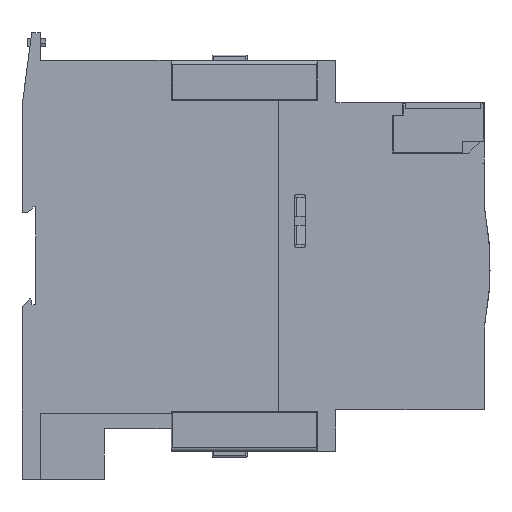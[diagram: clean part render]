
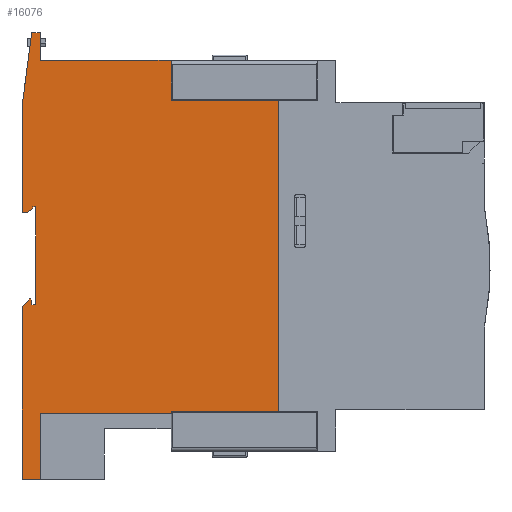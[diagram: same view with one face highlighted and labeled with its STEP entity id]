
A CAD part, left-side view. The second image highlights one B-rep face of the part: STEP entity #16076.
In plain terms, the highlighted planar face has unit normal (-1, 0, 0).
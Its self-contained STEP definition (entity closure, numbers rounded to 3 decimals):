
#8812=VERTEX_POINT('',#24834);
#8878=EDGE_CURVE('',#22558,#18466,#24904,.T.);
#9552=VERTEX_POINT('',#25640);
#9902=VERTEX_POINT('',#26036);
#10458=EDGE_CURVE('',#20226,#16736,#26651,.T.);
#11586=EDGE_CURVE('',#18466,#20226,#27885,.T.);
#12098=EDGE_CURVE('',#21104,#23548,#28445,.T.);
#12182=EDGE_CURVE('',#17788,#15450,#28537,.T.);
#12252=VERTEX_POINT('',#28610);
#12816=EDGE_CURVE('',#20574,#12252,#29238,.T.);
#13222=EDGE_CURVE('',#16736,#21412,#29684,.T.);
#13658=EDGE_CURVE('',#15450,#9902,#30158,.T.);
#14158=EDGE_CURVE('',#21412,#21030,#30699,.T.);
#14312=VERTEX_POINT('',#30864);
#15290=VERTEX_POINT('',#31951);
#15450=VERTEX_POINT('',#32130);
#15646=VERTEX_POINT('',#32346);
#15916=VERTEX_POINT('',#32643);
#16076=ADVANCED_FACE('',(#32818),#32819,.T.);
#16566=EDGE_CURVE('',#21650,#14312,#33363,.T.);
#16736=VERTEX_POINT('',#33550);
#16794=EDGE_CURVE('',#23548,#21024,#33610,.T.);
#17280=EDGE_CURVE('',#14312,#21104,#34135,.T.);
#17788=VERTEX_POINT('',#34698);
#18466=VERTEX_POINT('',#35435);
#19188=EDGE_CURVE('',#15646,#21650,#36211,.T.);
#19738=EDGE_CURVE('',#21030,#17788,#36816,.T.);
#19744=EDGE_CURVE('',#15290,#23736,#36823,.T.);
#20042=EDGE_CURVE('',#23894,#15646,#37152,.T.);
#20226=VERTEX_POINT('',#37353);
#20250=EDGE_CURVE('',#21024,#20574,#37377,.T.);
#20574=VERTEX_POINT('',#37725);
#20912=EDGE_CURVE('',#9552,#15916,#38100,.T.);
#20918=EDGE_CURVE('',#15916,#23894,#38106,.T.);
#20920=EDGE_CURVE('',#9902,#15290,#38108,.T.);
#21024=VERTEX_POINT('',#38227);
#21026=EDGE_CURVE('',#23736,#8812,#38229,.T.);
#21030=VERTEX_POINT('',#38233);
#21104=VERTEX_POINT('',#38317);
#21148=EDGE_CURVE('',#12252,#22558,#38366,.T.);
#21412=VERTEX_POINT('',#38646);
#21650=VERTEX_POINT('',#38909);
#22558=VERTEX_POINT('',#39902);
#22692=EDGE_CURVE('',#8812,#9552,#40044,.T.);
#23548=VERTEX_POINT('',#41007);
#23736=VERTEX_POINT('',#41214);
#23894=VERTEX_POINT('',#41390);
#24834=CARTESIAN_POINT('',(-27.5,-53.8,-55.95));
#24904=LINE('',#42864,#42865);
#25640=CARTESIAN_POINT('',(-27.5,-53.8,-56.45));
#26036=CARTESIAN_POINT('',(-27.5,-53.4,55.55));
#26651=LINE('',#45400,#45401);
#27885=LINE('',#47181,#47182);
#28445=LINE('',#48108,#48109);
#28537=LINE('',#48249,#48250);
#28610=CARTESIAN_POINT('',(-27.5,-3.9,17.45));
#29238=LINE('',#49293,#49294);
#29684=LINE('',#49954,#49955);
#30158=LINE('',#50682,#50683);
#30699=LINE('',#51517,#51518);
#30864=CARTESIAN_POINT('',(-27.5,-2.6,-15.55));
#31951=CARTESIAN_POINT('',(-27.5,-91.7,55.55));
#32130=CARTESIAN_POINT('',(-27.5,-53.4,69.85));
#32346=CARTESIAN_POINT('',(-27.5,0.,-80.15));
#32643=CARTESIAN_POINT('',(-27.5,-6.5,-56.45));
#32818=FACE_OUTER_BOUND('',#54713,.T.);
#32819=PLANE('',#54714);
#33363=LINE('',#55530,#55531);
#33550=CARTESIAN_POINT('',(-27.5,0.0,53.45));
#33610=LINE('',#55892,#55893);
#34135=LINE('',#56681,#56682);
#34698=CARTESIAN_POINT('',(-27.5,-6.5,69.85));
#35435=CARTESIAN_POINT('',(-27.5,-1.8,15.45));
#36211=LINE('',#59986,#59987);
#36816=LINE('',#60869,#60870);
#36823=LINE('',#60878,#60879);
#37152=LINE('',#61373,#61374);
#37353=CARTESIAN_POINT('',(-27.5,0.0,15.45));
#37377=LINE('',#61702,#61703);
#37725=CARTESIAN_POINT('',(-27.5,-4.95,17.45));
#38100=LINE('',#62880,#62881);
#38106=LINE('',#62890,#62891);
#38108=LINE('',#62894,#62895);
#38227=CARTESIAN_POINT('',(-27.5,-4.95,-17.55));
#38229=LINE('',#63074,#63075);
#38233=CARTESIAN_POINT('',(-27.5,-6.5,79.85));
#38317=CARTESIAN_POINT('',(-27.5,-3.2,-15.55));
#38366=LINE('',#63301,#63302);
#38646=CARTESIAN_POINT('',(-27.5,-3.5,79.85));
#38909=CARTESIAN_POINT('',(-27.5,0.,-18.65));
#39902=CARTESIAN_POINT('',(-27.5,-3.65,16.75));
#40044=LINE('',#65833,#65834);
#41007=CARTESIAN_POINT('',(-27.5,-3.55,-17.55));
#41214=CARTESIAN_POINT('',(-27.5,-91.7,-55.95));
#41390=CARTESIAN_POINT('',(-27.5,-6.5,-80.15));
#42864=CARTESIAN_POINT('',(-27.5,-3.65,16.75));
#42865=VECTOR('',#68950,1.0);
#45400=CARTESIAN_POINT('',(-27.5,0.0,15.45));
#45401=VECTOR('',#70923,1.0);
#47181=CARTESIAN_POINT('',(-27.5,-1.8,15.45));
#47182=VECTOR('',#72206,1.0);
#48108=CARTESIAN_POINT('',(-27.5,-3.2,-15.55));
#48109=VECTOR('',#72815,1.0);
#48249=CARTESIAN_POINT('',(-27.5,-6.5,69.85));
#48250=VECTOR('',#72906,1.0);
#49293=CARTESIAN_POINT('',(-27.5,-4.95,17.45));
#49294=VECTOR('',#73791,1.0);
#49954=CARTESIAN_POINT('',(-27.5,0.0,53.45));
#49955=VECTOR('',#74285,1.0);
#50682=CARTESIAN_POINT('',(-27.5,-53.4,69.85));
#50683=VECTOR('',#74781,1.0);
#51517=CARTESIAN_POINT('',(-27.5,-3.5,79.85));
#51518=VECTOR('',#75328,1.0);
#54713=EDGE_LOOP('',(#77691,#77692,#77693,#77694,#77695,#77696,#77697,#77698,#77699,#77700,#77701,#77702,#77703,#77704,#77705,#77706,#77707,#77708,#77709,#77710,#77711,#77712,#77713));
#54714=AXIS2_PLACEMENT_3D('',#77714,#77715,#77716);
#55530=CARTESIAN_POINT('',(-27.5,0.,-18.65));
#55531=VECTOR('',#78399,1.0);
#55892=CARTESIAN_POINT('',(-27.5,-3.55,-17.55));
#55893=VECTOR('',#78656,1.0);
#56681=CARTESIAN_POINT('',(-27.5,-2.6,-15.55));
#56682=VECTOR('',#79184,1.0);
#59986=CARTESIAN_POINT('',(-27.5,0.,-80.15));
#59987=VECTOR('',#81378,1.0);
#60869=CARTESIAN_POINT('',(-27.5,-6.5,79.85));
#60870=VECTOR('',#82043,1.0);
#60878=CARTESIAN_POINT('',(-27.5,-91.7,55.55));
#60879=VECTOR('',#82052,1.0);
#61373=CARTESIAN_POINT('',(-27.5,-6.5,-80.15));
#61374=VECTOR('',#82419,1.0);
#61702=CARTESIAN_POINT('',(-27.5,-4.95,-17.55));
#61703=VECTOR('',#82625,1.0);
#62880=CARTESIAN_POINT('',(-27.5,-53.8,-56.45));
#62881=VECTOR('',#83385,1.0);
#62890=CARTESIAN_POINT('',(-27.5,-6.5,-56.45));
#62891=VECTOR('',#83387,1.0);
#62894=CARTESIAN_POINT('',(-27.5,-53.4,55.55));
#62895=VECTOR('',#83388,1.0);
#63074=CARTESIAN_POINT('',(-27.5,-91.7,-55.95));
#63075=VECTOR('',#83552,1.0);
#63301=CARTESIAN_POINT('',(-27.5,-3.9,17.45));
#63302=VECTOR('',#83773,1.0);
#65833=CARTESIAN_POINT('',(-27.5,-53.8,-55.95));
#65834=VECTOR('',#85428,1.0);
#68950=DIRECTION('',(0.0,0.818,-0.575));
#70923=DIRECTION('',(0.0,0.0,1.0));
#72206=DIRECTION('',(0.0,1.0,0.0));
#72815=DIRECTION('',(0.0,-0.172,-0.985));
#72906=DIRECTION('',(0.0,-1.0,0.0));
#73791=DIRECTION('',(0.0,1.0,0.0));
#74285=DIRECTION('',(0.0,-0.131,0.991));
#74781=DIRECTION('',(0.0,0.0,-1.0));
#75328=DIRECTION('',(0.0,-1.0,0.0));
#77691=ORIENTED_EDGE('',*,*,#13222,.F.);
#77692=ORIENTED_EDGE('',*,*,#10458,.F.);
#77693=ORIENTED_EDGE('',*,*,#11586,.F.);
#77694=ORIENTED_EDGE('',*,*,#8878,.F.);
#77695=ORIENTED_EDGE('',*,*,#21148,.F.);
#77696=ORIENTED_EDGE('',*,*,#12816,.F.);
#77697=ORIENTED_EDGE('',*,*,#20250,.F.);
#77698=ORIENTED_EDGE('',*,*,#16794,.F.);
#77699=ORIENTED_EDGE('',*,*,#12098,.F.);
#77700=ORIENTED_EDGE('',*,*,#17280,.F.);
#77701=ORIENTED_EDGE('',*,*,#16566,.F.);
#77702=ORIENTED_EDGE('',*,*,#19188,.F.);
#77703=ORIENTED_EDGE('',*,*,#20042,.F.);
#77704=ORIENTED_EDGE('',*,*,#20918,.F.);
#77705=ORIENTED_EDGE('',*,*,#20912,.F.);
#77706=ORIENTED_EDGE('',*,*,#22692,.F.);
#77707=ORIENTED_EDGE('',*,*,#21026,.F.);
#77708=ORIENTED_EDGE('',*,*,#19744,.F.);
#77709=ORIENTED_EDGE('',*,*,#20920,.F.);
#77710=ORIENTED_EDGE('',*,*,#13658,.F.);
#77711=ORIENTED_EDGE('',*,*,#12182,.F.);
#77712=ORIENTED_EDGE('',*,*,#19738,.F.);
#77713=ORIENTED_EDGE('',*,*,#14158,.F.);
#77714=CARTESIAN_POINT('',(-27.5,-38.628,0.603));
#77715=DIRECTION('',(-1.0,0.0,0.0));
#77716=DIRECTION('',(0.0,-1.0,0.0));
#78399=DIRECTION('',(0.0,-0.643,0.766));
#78656=DIRECTION('',(0.0,-1.0,0.0));
#79184=DIRECTION('',(0.0,-1.0,0.0));
#81378=DIRECTION('',(0.0,0.0,1.0));
#82043=DIRECTION('',(0.0,0.0,-1.0));
#82052=DIRECTION('',(0.0,0.0,-1.0));
#82419=DIRECTION('',(0.0,1.0,0.0));
#82625=DIRECTION('',(0.0,0.0,1.0));
#83385=DIRECTION('',(0.0,1.0,0.0));
#83387=DIRECTION('',(0.0,0.0,-1.0));
#83388=DIRECTION('',(0.0,-1.0,0.0));
#83552=DIRECTION('',(0.0,1.0,0.0));
#83773=DIRECTION('',(0.0,0.336,-0.942));
#85428=DIRECTION('',(0.0,0.0,-1.0));
